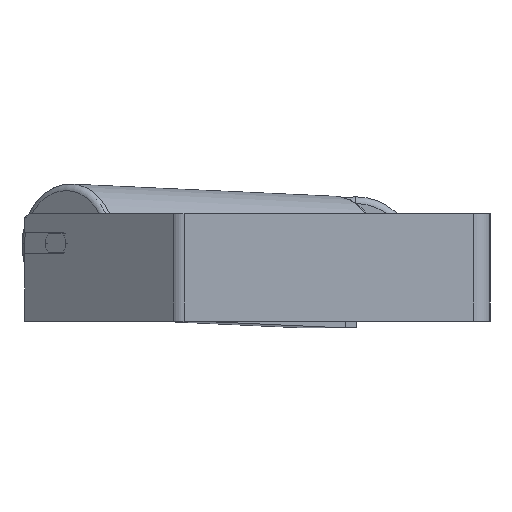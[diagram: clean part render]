
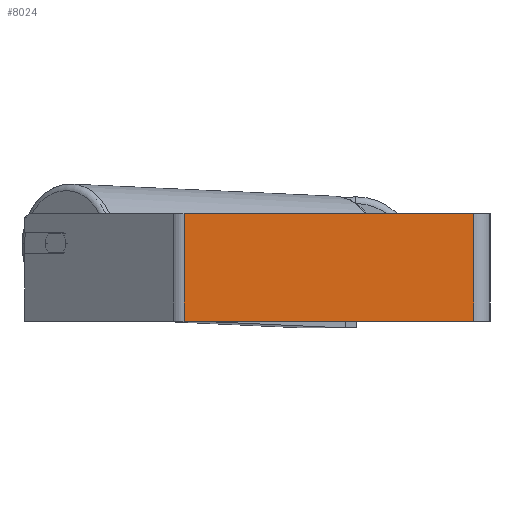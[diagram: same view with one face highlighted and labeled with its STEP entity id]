
A CAD part, left-side view. The second image highlights one B-rep face of the part: STEP entity #8024.
In plain terms, the highlighted planar face has unit normal (-1, 0, 0).
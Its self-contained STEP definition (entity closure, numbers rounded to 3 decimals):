
#319 = DIRECTION ( 'NONE',  ( 0., 1., 0. ) ) ;
#321 = EDGE_LOOP ( 'NONE', ( #4463, #5720, #585, #1155 ) ) ;
#470 = EDGE_CURVE ( 'NONE', #2506, #7083, #3497, .T. ) ;
#585 = ORIENTED_EDGE ( 'NONE', *, *, #470, .F. ) ;
#658 = DIRECTION ( 'NONE',  ( 0., -1., 0. ) ) ;
#747 = CARTESIAN_POINT ( 'NONE',  ( -525., 227.536, -40. ) ) ;
#769 = CARTESIAN_POINT ( 'NONE',  ( -525., 227.536, 40. ) ) ;
#1155 = ORIENTED_EDGE ( 'NONE', *, *, #2690, .T. ) ;
#1418 = CARTESIAN_POINT ( 'NONE',  ( -525., 12., 40. ) ) ;
#1601 = CARTESIAN_POINT ( 'NONE',  ( -525., 231.904, 40. ) ) ;
#2117 = EDGE_CURVE ( 'NONE', #6231, #2307, #3570, .T. ) ;
#2145 = DIRECTION ( 'NONE',  ( 0., -1., 0. ) ) ;
#2307 = VERTEX_POINT ( 'NONE', #5241 ) ;
#2348 = EDGE_CURVE ( 'NONE', #7083, #2307, #2692, .T. ) ;
#2506 = VERTEX_POINT ( 'NONE', #769 ) ;
#2662 = VECTOR ( 'NONE', #2145, 1000. ) ;
#2690 = EDGE_CURVE ( 'NONE', #2506, #6231, #3360, .T. ) ;
#2692 = LINE ( 'NONE', #3965, #6161 ) ;
#3360 = LINE ( 'NONE', #4773, #3831 ) ;
#3497 = LINE ( 'NONE', #8386, #7323 ) ;
#3570 = LINE ( 'NONE', #8422, #2662 ) ;
#3831 = VECTOR ( 'NONE', #7473, 1000. ) ;
#3965 = CARTESIAN_POINT ( 'NONE',  ( -525., 12., 40. ) ) ;
#4444 = DIRECTION ( 'NONE',  ( 1., 0., 0. ) ) ;
#4463 = ORIENTED_EDGE ( 'NONE', *, *, #2117, .T. ) ;
#4773 = CARTESIAN_POINT ( 'NONE',  ( -525., 227.536, 40. ) ) ;
#5117 = FACE_OUTER_BOUND ( 'NONE', #321, .T. ) ;
#5241 = CARTESIAN_POINT ( 'NONE',  ( -525., 12., -40. ) ) ;
#5476 = DIRECTION ( 'NONE',  ( 0., 0., -1. ) ) ;
#5720 = ORIENTED_EDGE ( 'NONE', *, *, #2348, .F. ) ;
#6161 = VECTOR ( 'NONE', #5476, 1000. ) ;
#6228 = AXIS2_PLACEMENT_3D ( 'NONE', #1601, #4444, #319 ) ;
#6231 = VERTEX_POINT ( 'NONE', #747 ) ;
#6576 = PLANE ( 'NONE',  #6228 ) ;
#7083 = VERTEX_POINT ( 'NONE', #1418 ) ;
#7323 = VECTOR ( 'NONE', #658, 1000. ) ;
#7473 = DIRECTION ( 'NONE',  ( 0., 0., -1. ) ) ;
#8024 = ADVANCED_FACE ( 'NONE', ( #5117 ), #6576, .F. ) ;
#8386 = CARTESIAN_POINT ( 'NONE',  ( -525., 231.904, 40. ) ) ;
#8422 = CARTESIAN_POINT ( 'NONE',  ( -525., 231.904, -40. ) ) ;
